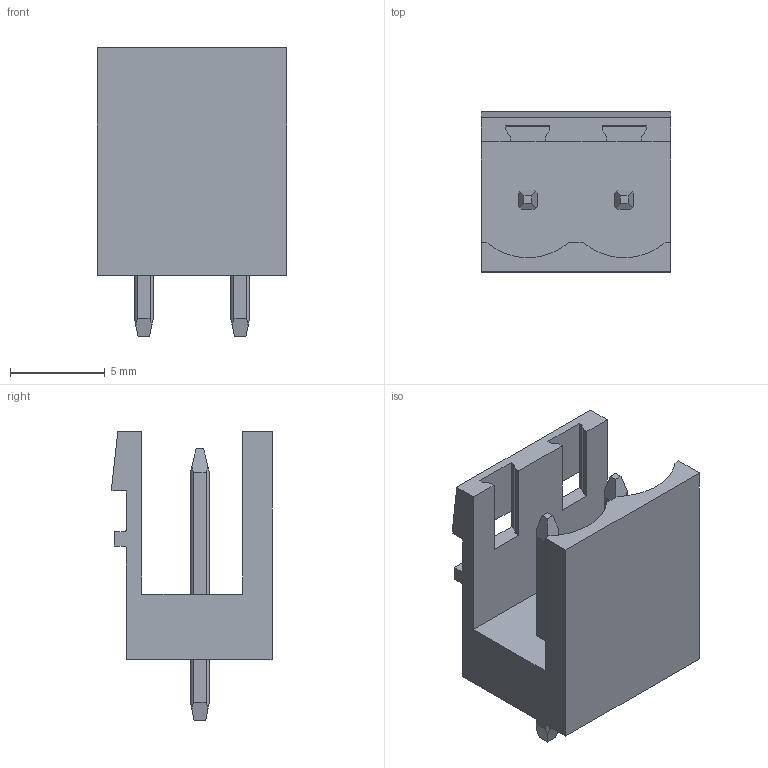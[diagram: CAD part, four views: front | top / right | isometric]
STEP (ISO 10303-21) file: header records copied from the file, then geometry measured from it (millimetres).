
FILE_DESCRIPTION(('CATIA V5 STEP Exchange','CAx-IF Rec.Pracs.--- Model Styling and Organization---1.4--- 2014-01-23'),'2;1');
FILE_NAME ('D1486292_0', '2021-05-14T13:30:08+00:00', ('none'), ('Weidmueller'), 'CATIA Version 5-6 Release 2016 SP3 HF44', 'CATIA V5 STEP AP214', 'none');
FILE_SCHEMA(('AUTOMOTIVE_DESIGN { 1 0 10303 214 1 1 1 1 }'));
Length unit declared in the file: millimetre
Products named in the file (1): 1401780000
Bounding box: 9.96 x 8.43 x 15.2 mm (x, y, z)
Volume: 453.1 mm3; surface area: 822.7 mm2
Topology: 3 solids, 3 shells, 91 faces, 266 edges, 177 vertices
Faces by surface type: plane 71, cylinder 20
Entity records: 3088 total; most frequent: CARTESIAN_POINT 648, ORIENTED_EDGE 532, DIRECTION 386, EDGE_CURVE 266, VECTOR 210, LINE 210, VERTEX_POINT 177, AXIS2_PLACEMENT_3D 101
